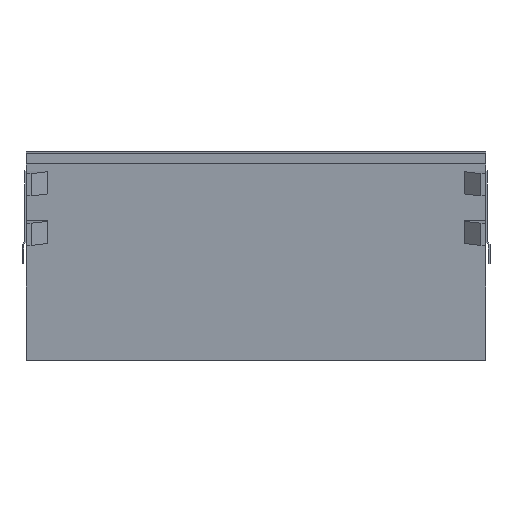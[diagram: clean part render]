
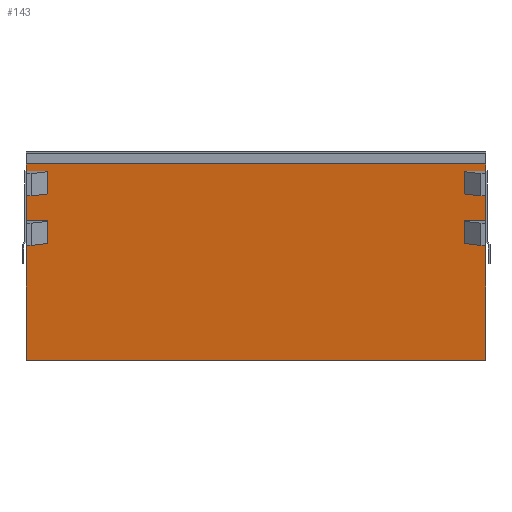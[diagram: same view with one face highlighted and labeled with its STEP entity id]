
A CAD part, front view. The second image highlights one B-rep face of the part: STEP entity #143.
In plain terms, the highlighted planar face has unit normal (0, -0.993, -0.122).
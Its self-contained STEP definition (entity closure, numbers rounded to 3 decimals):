
#143=ADVANCED_FACE('',(#307),#308,.F.);
#307=FACE_OUTER_BOUND('',#489,.T.);
#308=PLANE('',#490);
#489=EDGE_LOOP('',(#871,#872,#873,#874,#875,#876,#877,#878,#879,#880,#881,#882,#883,#884,#885,#886,#887,#888,#889,#890,#891,#892));
#490=AXIS2_PLACEMENT_3D('',#893,#894,#895);
#871=ORIENTED_EDGE('',*,*,#1262,.F.);
#872=ORIENTED_EDGE('',*,*,#1134,.T.);
#873=ORIENTED_EDGE('',*,*,#1263,.T.);
#874=ORIENTED_EDGE('',*,*,#1264,.F.);
#875=ORIENTED_EDGE('',*,*,#1265,.F.);
#876=ORIENTED_EDGE('',*,*,#1185,.T.);
#877=ORIENTED_EDGE('',*,*,#1266,.T.);
#878=ORIENTED_EDGE('',*,*,#1254,.T.);
#879=ORIENTED_EDGE('',*,*,#1267,.T.);
#880=ORIENTED_EDGE('',*,*,#1268,.F.);
#881=ORIENTED_EDGE('',*,*,#1269,.F.);
#882=ORIENTED_EDGE('',*,*,#1201,.T.);
#883=ORIENTED_EDGE('',*,*,#1270,.T.);
#884=ORIENTED_EDGE('',*,*,#1271,.F.);
#885=ORIENTED_EDGE('',*,*,#1272,.F.);
#886=ORIENTED_EDGE('',*,*,#1197,.T.);
#887=ORIENTED_EDGE('',*,*,#1273,.T.);
#888=ORIENTED_EDGE('',*,*,#1274,.F.);
#889=ORIENTED_EDGE('',*,*,#1189,.T.);
#890=ORIENTED_EDGE('',*,*,#1128,.T.);
#891=ORIENTED_EDGE('',*,*,#1275,.T.);
#892=ORIENTED_EDGE('',*,*,#1276,.F.);
#893=CARTESIAN_POINT('',(450.0,-29.556,-4.705));
#894=DIRECTION('',(-0.0,0.993,0.122));
#895=DIRECTION('',(1.0,0.0,0.0));
#1128=EDGE_CURVE('',#1347,#1348,#1349,.T.);
#1134=EDGE_CURVE('',#1360,#1358,#1361,.T.);
#1185=EDGE_CURVE('',#1436,#1434,#1437,.T.);
#1189=EDGE_CURVE('',#1442,#1347,#1443,.T.);
#1197=EDGE_CURVE('',#1456,#1457,#1458,.T.);
#1201=EDGE_CURVE('',#1465,#1463,#1466,.T.);
#1254=EDGE_CURVE('',#1545,#1543,#1546,.T.);
#1262=EDGE_CURVE('NONE',#1360,#1556,#1557,.T.);
#1263=EDGE_CURVE('NONE',#1358,#1558,#1559,.T.);
#1264=EDGE_CURVE('NONE',#1560,#1558,#1561,.T.);
#1265=EDGE_CURVE('NONE',#1436,#1560,#1562,.T.);
#1266=EDGE_CURVE('',#1434,#1545,#1563,.T.);
#1267=EDGE_CURVE('NONE',#1543,#1564,#1565,.T.);
#1268=EDGE_CURVE('NONE',#1566,#1564,#1567,.T.);
#1269=EDGE_CURVE('NONE',#1465,#1566,#1568,.T.);
#1270=EDGE_CURVE('NONE',#1463,#1569,#1570,.T.);
#1271=EDGE_CURVE('NONE',#1571,#1569,#1572,.T.);
#1272=EDGE_CURVE('NONE',#1456,#1571,#1573,.T.);
#1273=EDGE_CURVE('',#1457,#1574,#1575,.T.);
#1274=EDGE_CURVE('',#1442,#1574,#1576,.T.);
#1275=EDGE_CURVE('NONE',#1348,#1577,#1578,.T.);
#1276=EDGE_CURVE('NONE',#1556,#1577,#1579,.T.);
#1347=VERTEX_POINT('',#1670);
#1348=VERTEX_POINT('NONE',#1671);
#1349=LINE('',#1672,#1673);
#1358=VERTEX_POINT('NONE',#1686);
#1360=VERTEX_POINT('NONE',#1689);
#1361=LINE('',#1690,#1691);
#1434=VERTEX_POINT('',#1800);
#1436=VERTEX_POINT('NONE',#1803);
#1437=LINE('',#1804,#1805);
#1442=VERTEX_POINT('',#1812);
#1443=LINE('',#1813,#1814);
#1456=VERTEX_POINT('NONE',#1833);
#1457=VERTEX_POINT('',#1834);
#1458=LINE('',#1835,#1836);
#1463=VERTEX_POINT('NONE',#1843);
#1465=VERTEX_POINT('NONE',#1846);
#1466=LINE('',#1847,#1848);
#1543=VERTEX_POINT('NONE',#1963);
#1545=VERTEX_POINT('',#1966);
#1546=LINE('',#1967,#1968);
#1556=VERTEX_POINT('NONE',#1983);
#1557=LINE('',#1984,#1985);
#1558=VERTEX_POINT('NONE',#1986);
#1559=LINE('',#1987,#1988);
#1560=VERTEX_POINT('NONE',#1989);
#1561=LINE('',#1990,#1991);
#1562=LINE('',#1992,#1993);
#1563=LINE('',#1994,#1995);
#1564=VERTEX_POINT('NONE',#1996);
#1565=LINE('',#1997,#1998);
#1566=VERTEX_POINT('NONE',#1999);
#1567=LINE('',#2000,#2001);
#1568=LINE('',#2002,#2003);
#1569=VERTEX_POINT('NONE',#2004);
#1570=LINE('',#2005,#2006);
#1571=VERTEX_POINT('NONE',#2007);
#1572=LINE('',#2008,#2009);
#1573=LINE('',#2010,#2011);
#1574=VERTEX_POINT('',#2012);
#1575=LINE('',#2013,#2014);
#1576=LINE('',#2015,#2016);
#1577=VERTEX_POINT('NONE',#2017);
#1578=LINE('',#2018,#2019);
#1579=LINE('',#2020,#2021);
#1670=CARTESIAN_POINT('',(8.0,-49.902,161.));
#1671=CARTESIAN_POINT('',(8.0,-49.848,160.553));
#1672=CARTESIAN_POINT('',(8.0,-29.556,-4.705));
#1673=VECTOR('',#2152,1.0);
#1686=CARTESIAN_POINT('',(8.0,-38.148,65.269));
#1689=CARTESIAN_POINT('',(8.0,-44.607,117.874));
#1690=CARTESIAN_POINT('',(8.0,-29.556,-4.705));
#1691=VECTOR('',#2158,1.0);
#1800=CARTESIAN_POINT('',(8.0,-5.182,-203.215));
#1803=CARTESIAN_POINT('',(8.0,-32.908,22.59));
#1804=CARTESIAN_POINT('',(8.0,-29.556,-4.705));
#1805=VECTOR('',#2196,1.0);
#1812=CARTESIAN_POINT('',(8.0,-51.554,174.449));
#1813=CARTESIAN_POINT('',(8.0,-29.556,-4.705));
#1814=VECTOR('',#2199,1.0);
#1833=CARTESIAN_POINT('',(892.0,-49.848,160.553));
#1834=CARTESIAN_POINT('',(892.0,-49.902,161.));
#1835=CARTESIAN_POINT('',(892.0,-29.556,-4.705));
#1836=VECTOR('',#2206,1.0);
#1843=CARTESIAN_POINT('',(892.0,-44.607,117.874));
#1846=CARTESIAN_POINT('',(892.0,-38.148,65.269));
#1847=CARTESIAN_POINT('',(892.0,-29.556,-4.705));
#1848=VECTOR('',#2210,1.0);
#1963=CARTESIAN_POINT('',(892.0,-32.908,22.59));
#1966=CARTESIAN_POINT('',(892.0,-5.182,-203.215));
#1967=CARTESIAN_POINT('',(892.0,-29.556,-4.705));
#1968=VECTOR('',#2250,1.0);
#1983=CARTESIAN_POINT('',(49.0,-44.607,117.874));
#1984=CARTESIAN_POINT('',(24.489,-44.607,117.874));
#1985=VECTOR('',#2256,1000.0);
#1986=CARTESIAN_POINT('',(49.0,-38.148,65.269));
#1987=CARTESIAN_POINT('',(24.489,-38.148,65.269));
#1988=VECTOR('',#2257,1000.0);
#1989=CARTESIAN_POINT('',(49.0,-32.908,22.59));
#1990=CARTESIAN_POINT('',(49.0,-38.148,65.269));
#1991=VECTOR('',#2258,1000.0);
#1992=CARTESIAN_POINT('',(24.489,-32.908,22.59));
#1993=VECTOR('',#2259,1000.0);
#1994=CARTESIAN_POINT('',(450.0,-5.182,-203.215));
#1995=VECTOR('',#2260,1.0);
#1996=CARTESIAN_POINT('',(851.0,-32.908,22.59));
#1997=CARTESIAN_POINT('',(875.511,-32.908,22.59));
#1998=VECTOR('',#2261,1000.0);
#1999=CARTESIAN_POINT('',(851.0,-38.148,65.269));
#2000=CARTESIAN_POINT('',(851.0,-32.908,22.59));
#2001=VECTOR('',#2262,1000.0);
#2002=CARTESIAN_POINT('',(875.511,-38.148,65.269));
#2003=VECTOR('',#2263,1000.0);
#2004=CARTESIAN_POINT('',(851.0,-44.607,117.874));
#2005=CARTESIAN_POINT('',(875.511,-44.607,117.874));
#2006=VECTOR('',#2264,1000.0);
#2007=CARTESIAN_POINT('',(851.0,-49.848,160.553));
#2008=CARTESIAN_POINT('',(851.0,-44.607,117.874));
#2009=VECTOR('',#2265,1000.0);
#2010=CARTESIAN_POINT('',(875.511,-49.848,160.553));
#2011=VECTOR('',#2266,1000.0);
#2012=CARTESIAN_POINT('',(892.0,-51.554,174.449));
#2013=CARTESIAN_POINT('',(892.0,-29.556,-4.705));
#2014=VECTOR('',#2267,1.0);
#2015=CARTESIAN_POINT('',(450.0,-51.554,174.449));
#2016=VECTOR('',#2268,1.0);
#2017=CARTESIAN_POINT('',(49.0,-49.848,160.553));
#2018=CARTESIAN_POINT('',(24.489,-49.848,160.553));
#2019=VECTOR('',#2269,1000.0);
#2020=CARTESIAN_POINT('',(49.0,-49.848,160.553));
#2021=VECTOR('',#2270,1000.0);
#2152=DIRECTION('',(0.0,0.122,-0.993));
#2158=DIRECTION('',(0.0,0.122,-0.993));
#2196=DIRECTION('',(0.0,0.122,-0.993));
#2199=DIRECTION('',(0.0,0.122,-0.993));
#2206=DIRECTION('',(0.0,-0.122,0.993));
#2210=DIRECTION('',(0.0,-0.122,0.993));
#2250=DIRECTION('',(0.0,-0.122,0.993));
#2256=DIRECTION('',(1.0,0.0,0.0));
#2257=DIRECTION('',(1.0,0.0,0.0));
#2258=DIRECTION('',(0.0,-0.122,0.993));
#2259=DIRECTION('',(1.0,0.0,0.0));
#2260=DIRECTION('',(1.0,0.0,0.0));
#2261=DIRECTION('',(-1.0,0.0,0.0));
#2262=DIRECTION('',(0.0,0.122,-0.993));
#2263=DIRECTION('',(-1.0,0.0,0.0));
#2264=DIRECTION('',(-1.0,0.0,0.0));
#2265=DIRECTION('',(0.0,0.122,-0.993));
#2266=DIRECTION('',(-1.0,0.0,0.0));
#2267=DIRECTION('',(0.0,-0.122,0.993));
#2268=DIRECTION('',(1.0,0.0,-0.0));
#2269=DIRECTION('',(1.0,0.0,0.0));
#2270=DIRECTION('',(0.0,-0.122,0.993));
